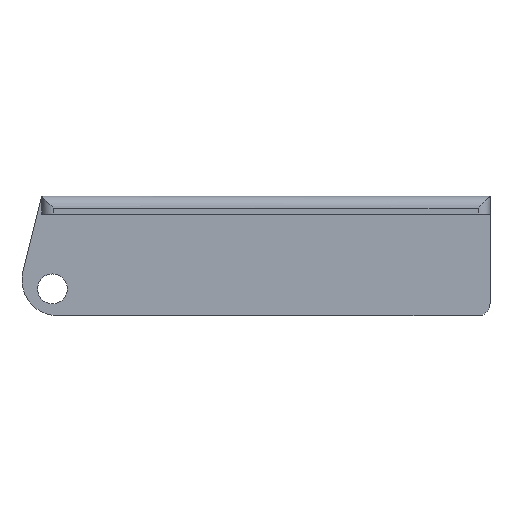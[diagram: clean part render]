
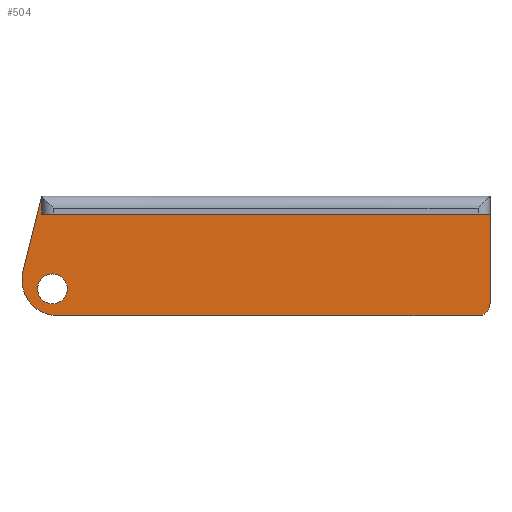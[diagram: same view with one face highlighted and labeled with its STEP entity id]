
A CAD part, front view. The second image highlights one B-rep face of the part: STEP entity #504.
In plain terms, the highlighted planar face has unit normal (0, -1, 0).
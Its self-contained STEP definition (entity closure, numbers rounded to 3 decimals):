
#19 = VERTEX_POINT ( 'NONE', #487 ) ;
#46 = VERTEX_POINT ( 'NONE', #715 ) ;
#74 = DIRECTION ( 'NONE',  ( 0., 1., 0. ) ) ;
#75 = CARTESIAN_POINT ( 'NONE',  ( 1.794, 17., -12.5 ) ) ;
#76 = FACE_BOUND ( 'NONE', #398, .T. ) ;
#78 = VECTOR ( 'NONE', #193, 1000. ) ;
#89 = EDGE_CURVE ( 'NONE', #93, #605, #559, .T. ) ;
#93 = VERTEX_POINT ( 'NONE', #165 ) ;
#98 = ORIENTED_EDGE ( 'NONE', *, *, #375, .F. ) ;
#105 = EDGE_CURVE ( 'NONE', #140, #605, #412, .T. ) ;
#121 = AXIS2_PLACEMENT_3D ( 'NONE', #171, #74, #175 ) ;
#122 = AXIS2_PLACEMENT_3D ( 'NONE', #150, #389, #716 ) ;
#127 = CARTESIAN_POINT ( 'NONE',  ( 1.794, 17., -12.5 ) ) ;
#140 = VERTEX_POINT ( 'NONE', #289 ) ;
#150 = CARTESIAN_POINT ( 'NONE',  ( 73., 17., -15. ) ) ;
#154 = EDGE_CURVE ( 'NONE', #140, #191, #407, .T. ) ;
#159 = VECTOR ( 'NONE', #225, 1000. ) ;
#160 = AXIS2_PLACEMENT_3D ( 'NONE', #127, #700, #430 ) ;
#165 = CARTESIAN_POINT ( 'NONE',  ( 0., 17., 3. ) ) ;
#166 = CARTESIAN_POINT ( 'NONE',  ( 0., 17., 0. ) ) ;
#171 = CARTESIAN_POINT ( 'NONE',  ( 2.685, 17., -11. ) ) ;
#175 = DIRECTION ( 'NONE',  ( 0., 0., -1. ) ) ;
#191 = VERTEX_POINT ( 'NONE', #639 ) ;
#193 = DIRECTION ( 'NONE',  ( 0., 0., -1. ) ) ;
#205 = ORIENTED_EDGE ( 'NONE', *, *, #232, .F. ) ;
#225 = DIRECTION ( 'NONE',  ( -0.243, 0., -0.97 ) ) ;
#227 = DIRECTION ( 'NONE',  ( 1., 0., 0. ) ) ;
#230 = EDGE_CURVE ( 'NONE', #353, #19, #233, .T. ) ;
#232 = EDGE_CURVE ( 'NONE', #19, #46, #680, .T. ) ;
#233 = LINE ( 'NONE', #166, #497 ) ;
#241 = CARTESIAN_POINT ( 'NONE',  ( 1.794, 17., -15. ) ) ;
#243 = VECTOR ( 'NONE', #227, 1000. ) ;
#258 = DIRECTION ( 'NONE',  ( 0., 1., 0. ) ) ;
#261 = ORIENTED_EDGE ( 'NONE', *, *, #230, .F. ) ;
#287 = EDGE_CURVE ( 'NONE', #93, #353, #702, .T. ) ;
#289 = CARTESIAN_POINT ( 'NONE',  ( 2.685, 17., -17. ) ) ;
#301 = DIRECTION ( 'NONE',  ( 0., 0., -1. ) ) ;
#327 = EDGE_LOOP ( 'NONE', ( #205, #261, #640, #379, #385, #691, #98 ) ) ;
#350 = CARTESIAN_POINT ( 'NONE',  ( 75., 17., 0. ) ) ;
#353 = VERTEX_POINT ( 'NONE', #624 ) ;
#363 = DIRECTION ( 'NONE',  ( 0., -1., 0. ) ) ;
#374 = CARTESIAN_POINT ( 'NONE',  ( 1.794, 17., -10. ) ) ;
#375 = EDGE_CURVE ( 'NONE', #46, #191, #649, .T. ) ;
#379 = ORIENTED_EDGE ( 'NONE', *, *, #89, .T. ) ;
#385 = ORIENTED_EDGE ( 'NONE', *, *, #105, .F. ) ;
#389 = DIRECTION ( 'NONE',  ( 0., 1., 0. ) ) ;
#398 = EDGE_LOOP ( 'NONE', ( #532, #431 ) ) ;
#404 = AXIS2_PLACEMENT_3D ( 'NONE', #539, #258, #600 ) ;
#407 = LINE ( 'NONE', #587, #243 ) ;
#412 = CIRCLE ( 'NONE', #121, 6. ) ;
#430 = DIRECTION ( 'NONE',  ( 0., 0., -1. ) ) ;
#431 = ORIENTED_EDGE ( 'NONE', *, *, #458, .F. ) ;
#458 = EDGE_CURVE ( 'NONE', #554, #486, #631, .T. ) ;
#475 = AXIS2_PLACEMENT_3D ( 'NONE', #75, #363, #301 ) ;
#477 = FACE_OUTER_BOUND ( 'NONE', #327, .T. ) ;
#486 = VERTEX_POINT ( 'NONE', #241 ) ;
#487 = CARTESIAN_POINT ( 'NONE',  ( 75., 17., 0. ) ) ;
#489 = EDGE_CURVE ( 'NONE', #486, #554, #548, .T. ) ;
#497 = VECTOR ( 'NONE', #688, 1000. ) ;
#504 = ADVANCED_FACE ( 'NONE', ( #76, #477 ), #593, .F. ) ;
#532 = ORIENTED_EDGE ( 'NONE', *, *, #489, .F. ) ;
#539 = CARTESIAN_POINT ( 'NONE',  ( 0., 17., 0. ) ) ;
#548 = CIRCLE ( 'NONE', #160, 2.5 ) ;
#552 = CARTESIAN_POINT ( 'NONE',  ( 0., 17., 0. ) ) ;
#554 = VERTEX_POINT ( 'NONE', #374 ) ;
#559 = LINE ( 'NONE', #724, #159 ) ;
#587 = CARTESIAN_POINT ( 'NONE',  ( 0., 17., -17. ) ) ;
#593 = PLANE ( 'NONE',  #404 ) ;
#600 = DIRECTION ( 'NONE',  ( 0., 0., -1. ) ) ;
#605 = VERTEX_POINT ( 'NONE', #689 ) ;
#624 = CARTESIAN_POINT ( 'NONE',  ( 0., 17., 0. ) ) ;
#631 = CIRCLE ( 'NONE', #475, 2.5 ) ;
#639 = CARTESIAN_POINT ( 'NONE',  ( 73., 17., -17. ) ) ;
#640 = ORIENTED_EDGE ( 'NONE', *, *, #287, .F. ) ;
#648 = VECTOR ( 'NONE', #732, 1000. ) ;
#649 = CIRCLE ( 'NONE', #122, 2. ) ;
#680 = LINE ( 'NONE', #350, #648 ) ;
#688 = DIRECTION ( 'NONE',  ( 1., 0., 0. ) ) ;
#689 = CARTESIAN_POINT ( 'NONE',  ( -3.136, 17., -9.545 ) ) ;
#691 = ORIENTED_EDGE ( 'NONE', *, *, #154, .T. ) ;
#700 = DIRECTION ( 'NONE',  ( 0., -1., 0. ) ) ;
#702 = LINE ( 'NONE', #552, #78 ) ;
#715 = CARTESIAN_POINT ( 'NONE',  ( 75., 17., -15. ) ) ;
#716 = DIRECTION ( 'NONE',  ( 0., 0., -1. ) ) ;
#724 = CARTESIAN_POINT ( 'NONE',  ( -0.706, 17., 0.176 ) ) ;
#732 = DIRECTION ( 'NONE',  ( 0., 0., -1. ) ) ;
